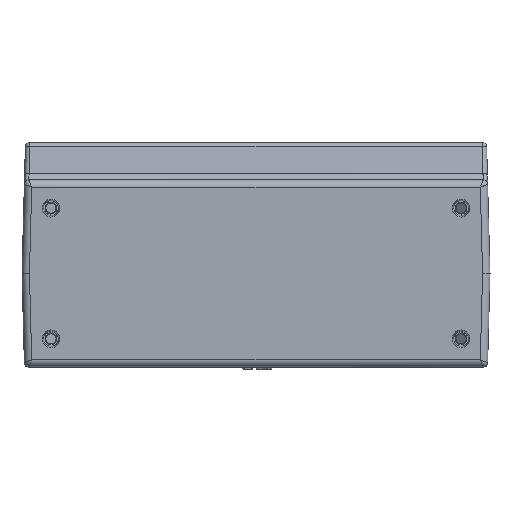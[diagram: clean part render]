
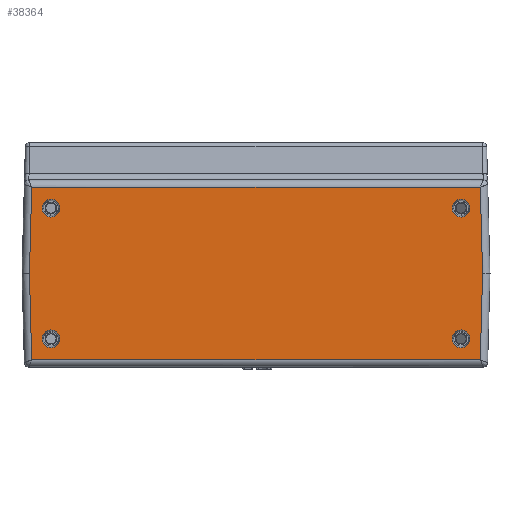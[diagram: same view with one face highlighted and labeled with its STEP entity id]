
A CAD part, front view. The second image highlights one B-rep face of the part: STEP entity #38364.
In plain terms, the highlighted planar face has unit normal (0, -1, 0).
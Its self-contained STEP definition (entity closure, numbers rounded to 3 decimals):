
#11 = VERTEX_POINT ( 'NONE', #36932 ) ;
#22 = VERTEX_POINT ( 'NONE', #36911 ) ;
#2701 = EDGE_CURVE ( 'NONE', #40448, #40444, #54099, .T. ) ;
#2722 = EDGE_CURVE ( 'NONE', #40444, #40445, #54074, .T. ) ;
#3107 = DIRECTION ( 'NONE',  ( 0., 0., 1. ) ) ;
#3116 = CARTESIAN_POINT ( 'NONE',  ( -157.5, -62., 63. ) ) ;
#3119 = PLANE ( 'NONE',  #39575 ) ;
#3121 = DIRECTION ( 'NONE',  ( 0., 1., 0. ) ) ;
#9867 = CARTESIAN_POINT ( 'NONE',  ( -138., -62., 44. ) ) ;
#9869 = DIRECTION ( 'NONE',  ( 0., 0., -1. ) ) ;
#9876 = DIRECTION ( 'NONE',  ( 0., -1., 0. ) ) ;
#9886 = CARTESIAN_POINT ( 'NONE',  ( 138., -62., 44. ) ) ;
#9903 = DIRECTION ( 'NONE',  ( 0., 0., -1. ) ) ;
#9917 = DIRECTION ( 'NONE',  ( 0., 1., 0. ) ) ;
#9993 = DIRECTION ( 'NONE',  ( 0., -1., 0. ) ) ;
#9994 = CARTESIAN_POINT ( 'NONE',  ( 138., -62., -44. ) ) ;
#10012 = DIRECTION ( 'NONE',  ( 0., 0., 1. ) ) ;
#10036 = DIRECTION ( 'NONE',  ( 0., 0., 1. ) ) ;
#10051 = DIRECTION ( 'NONE',  ( 0., 1., 0. ) ) ;
#10057 = CARTESIAN_POINT ( 'NONE',  ( -138., -62., -44. ) ) ;
#12482 = CIRCLE ( 'NONE', #31820, 6. ) ;
#12484 = CIRCLE ( 'NONE', #31810, 6. ) ;
#12507 = CIRCLE ( 'NONE', #31833, 6. ) ;
#12511 = CIRCLE ( 'NONE', #31839, 6. ) ;
#19387 = FACE_BOUND ( 'NONE', #34353, .T. ) ;
#19392 = FACE_BOUND ( 'NONE', #54850, .T. ) ;
#19400 = FACE_BOUND ( 'NONE', #54855, .T. ) ;
#19425 = FACE_OUTER_BOUND ( 'NONE', #54871, .T. ) ;
#19468 = FACE_BOUND ( 'NONE', #54818, .T. ) ;
#26725 = CARTESIAN_POINT ( 'NONE',  ( -138., -62., -38. ) ) ;
#26730 = CARTESIAN_POINT ( 'NONE',  ( 138., -62., -38. ) ) ;
#26732 = CARTESIAN_POINT ( 'NONE',  ( 138., -62., 38. ) ) ;
#26753 = CARTESIAN_POINT ( 'NONE',  ( 138., -62., 50. ) ) ;
#26754 = CARTESIAN_POINT ( 'NONE',  ( -138., -62., -50. ) ) ;
#26763 = CARTESIAN_POINT ( 'NONE',  ( -138., -62., 50. ) ) ;
#27567 = AXIS2_PLACEMENT_3D ( 'NONE', #53379, #53302, #53304 ) ;
#27619 = AXIS2_PLACEMENT_3D ( 'NONE', #53237, #53190, #53265 ) ;
#27630 = AXIS2_PLACEMENT_3D ( 'NONE', #53347, #53329, #53349 ) ;
#27646 = AXIS2_PLACEMENT_3D ( 'NONE', #53583, #53559, #53566 ) ;
#29143 = CARTESIAN_POINT ( 'NONE',  ( 152.498, -62., 0. ) ) ;
#29170 = CARTESIAN_POINT ( 'NONE',  ( 150.98, -62., 58. ) ) ;
#29184 = CARTESIAN_POINT ( 'NONE',  ( -150.98, -62., 58. ) ) ;
#29768 = DIRECTION ( 'NONE',  ( -0.026, 0., 1. ) ) ;
#29783 = CARTESIAN_POINT ( 'NONE',  ( 150.637, -62., 71.069 ) ) ;
#29834 = CARTESIAN_POINT ( 'NONE',  ( -155.85, -62., 58. ) ) ;
#29855 = DIRECTION ( 'NONE',  ( -1., 0., 0. ) ) ;
#31810 = AXIS2_PLACEMENT_3D ( 'NONE', #9886, #9917, #9903 ) ;
#31820 = AXIS2_PLACEMENT_3D ( 'NONE', #9867, #9876, #9869 ) ;
#31833 = AXIS2_PLACEMENT_3D ( 'NONE', #9994, #9993, #10012 ) ;
#31839 = AXIS2_PLACEMENT_3D ( 'NONE', #10057, #10051, #10036 ) ;
#32854 = ORIENTED_EDGE ( 'NONE', *, *, #51189, .T. ) ;
#32862 = ORIENTED_EDGE ( 'NONE', *, *, #51255, .F. ) ;
#32885 = ORIENTED_EDGE ( 'NONE', *, *, #43431, .F. ) ;
#32906 = ORIENTED_EDGE ( 'NONE', *, *, #51305, .T. ) ;
#32908 = ORIENTED_EDGE ( 'NONE', *, *, #43391, .T. ) ;
#32989 = ORIENTED_EDGE ( 'NONE', *, *, #43410, .T. ) ;
#33025 = ORIENTED_EDGE ( 'NONE', *, *, #43380, .T. ) ;
#33055 = ORIENTED_EDGE ( 'NONE', *, *, #43402, .F. ) ;
#33077 = ORIENTED_EDGE ( 'NONE', *, *, #43390, .T. ) ;
#33078 = ORIENTED_EDGE ( 'NONE', *, *, #2701, .T. ) ;
#33080 = ORIENTED_EDGE ( 'NONE', *, *, #51173, .F. ) ;
#33110 = ORIENTED_EDGE ( 'NONE', *, *, #43406, .T. ) ;
#33120 = ORIENTED_EDGE ( 'NONE', *, *, #43376, .T. ) ;
#33168 = ORIENTED_EDGE ( 'NONE', *, *, #2722, .T. ) ;
#34353 = EDGE_LOOP ( 'NONE', ( #32906, #32908 ) ) ;
#36911 = CARTESIAN_POINT ( 'NONE',  ( -138., -62., 38. ) ) ;
#36932 = CARTESIAN_POINT ( 'NONE',  ( 138., -62., -50. ) ) ;
#38364 = ADVANCED_FACE ( 'NONE', ( #19468, #19387, #19392, #19400, #19425 ), #3119, .F. ) ;
#39575 = AXIS2_PLACEMENT_3D ( 'NONE', #3116, #3121, #3107 ) ;
#40444 = VERTEX_POINT ( 'NONE', #29170 ) ;
#40445 = VERTEX_POINT ( 'NONE', #29184 ) ;
#40448 = VERTEX_POINT ( 'NONE', #29143 ) ;
#41566 = VECTOR ( 'NONE', #53069, 1000. ) ;
#41567 = LINE ( 'NONE', #53144, #41584 ) ;
#41569 = VECTOR ( 'NONE', #53179, 1000. ) ;
#41571 = LINE ( 'NONE', #53128, #41566 ) ;
#41572 = CIRCLE ( 'NONE', #27619, 6. ) ;
#41574 = LINE ( 'NONE', #53187, #41569 ) ;
#41584 = VECTOR ( 'NONE', #53156, 1000. ) ;
#41590 = CIRCLE ( 'NONE', #27646, 6. ) ;
#41603 = CIRCLE ( 'NONE', #27567, 6. ) ;
#41612 = VECTOR ( 'NONE', #53436, 1000. ) ;
#41616 = CIRCLE ( 'NONE', #27630, 6. ) ;
#41617 = LINE ( 'NONE', #53466, #41612 ) ;
#43376 = EDGE_CURVE ( 'NONE', #47610, #40448, #41571, .T. ) ;
#43380 = EDGE_CURVE ( 'NONE', #47609, #47607, #41567, .T. ) ;
#43390 = EDGE_CURVE ( 'NONE', #47607, #47610, #41574, .T. ) ;
#43391 = EDGE_CURVE ( 'NONE', #56053, #56057, #41572, .T. ) ;
#43402 = EDGE_CURVE ( 'NONE', #22, #56062, #41616, .T. ) ;
#43406 = EDGE_CURVE ( 'NONE', #56060, #56051, #41603, .T. ) ;
#43410 = EDGE_CURVE ( 'NONE', #40445, #47609, #41617, .T. ) ;
#43431 = EDGE_CURVE ( 'NONE', #56015, #11, #41590, .T. ) ;
#47607 = VERTEX_POINT ( 'NONE', #50283 ) ;
#47609 = VERTEX_POINT ( 'NONE', #50259 ) ;
#47610 = VERTEX_POINT ( 'NONE', #50250 ) ;
#50250 = CARTESIAN_POINT ( 'NONE',  ( 150.98, -62., -58. ) ) ;
#50259 = CARTESIAN_POINT ( 'NONE',  ( -152.498, -62., 0. ) ) ;
#50283 = CARTESIAN_POINT ( 'NONE',  ( -150.98, -62., -58. ) ) ;
#51173 = EDGE_CURVE ( 'NONE', #56062, #22, #12482, .T. ) ;
#51189 = EDGE_CURVE ( 'NONE', #56051, #56060, #12484, .T. ) ;
#51255 = EDGE_CURVE ( 'NONE', #11, #56015, #12507, .T. ) ;
#51305 = EDGE_CURVE ( 'NONE', #56057, #56053, #12511, .T. ) ;
#53069 = DIRECTION ( 'NONE',  ( 0.026, 0., 1. ) ) ;
#53128 = CARTESIAN_POINT ( 'NONE',  ( 153.934, -62., 54.845 ) ) ;
#53144 = CARTESIAN_POINT ( 'NONE',  ( -154.15, -62., 63.088 ) ) ;
#53156 = DIRECTION ( 'NONE',  ( 0.026, 0., -1. ) ) ;
#53179 = DIRECTION ( 'NONE',  ( 1., 0., 0. ) ) ;
#53187 = CARTESIAN_POINT ( 'NONE',  ( 155.85, -62., -58. ) ) ;
#53190 = DIRECTION ( 'NONE',  ( 0., 1., 0. ) ) ;
#53237 = CARTESIAN_POINT ( 'NONE',  ( -138., -62., -44. ) ) ;
#53265 = DIRECTION ( 'NONE',  ( 0., 0., 1. ) ) ;
#53302 = DIRECTION ( 'NONE',  ( 0., 1., 0. ) ) ;
#53304 = DIRECTION ( 'NONE',  ( 0., 0., -1. ) ) ;
#53329 = DIRECTION ( 'NONE',  ( 0., -1., 0. ) ) ;
#53347 = CARTESIAN_POINT ( 'NONE',  ( -138., -62., 44. ) ) ;
#53349 = DIRECTION ( 'NONE',  ( 0., 0., -1. ) ) ;
#53379 = CARTESIAN_POINT ( 'NONE',  ( 138., -62., 44. ) ) ;
#53436 = DIRECTION ( 'NONE',  ( -0.026, 0., -1. ) ) ;
#53466 = CARTESIAN_POINT ( 'NONE',  ( -150.853, -62., 62.826 ) ) ;
#53559 = DIRECTION ( 'NONE',  ( 0., -1., 0. ) ) ;
#53566 = DIRECTION ( 'NONE',  ( 0., 0., 1. ) ) ;
#53583 = CARTESIAN_POINT ( 'NONE',  ( 138., -62., -44. ) ) ;
#54074 = LINE ( 'NONE', #29834, #54083 ) ;
#54078 = VECTOR ( 'NONE', #29768, 1000. ) ;
#54083 = VECTOR ( 'NONE', #29855, 1000. ) ;
#54099 = LINE ( 'NONE', #29783, #54078 ) ;
#54818 = EDGE_LOOP ( 'NONE', ( #32885, #32862 ) ) ;
#54850 = EDGE_LOOP ( 'NONE', ( #32854, #33110 ) ) ;
#54855 = EDGE_LOOP ( 'NONE', ( #33055, #33080 ) ) ;
#54871 = EDGE_LOOP ( 'NONE', ( #33120, #33078, #33168, #32989, #33025, #33077 ) ) ;
#56015 = VERTEX_POINT ( 'NONE', #26730 ) ;
#56051 = VERTEX_POINT ( 'NONE', #26732 ) ;
#56053 = VERTEX_POINT ( 'NONE', #26754 ) ;
#56057 = VERTEX_POINT ( 'NONE', #26725 ) ;
#56060 = VERTEX_POINT ( 'NONE', #26753 ) ;
#56062 = VERTEX_POINT ( 'NONE', #26763 ) ;
